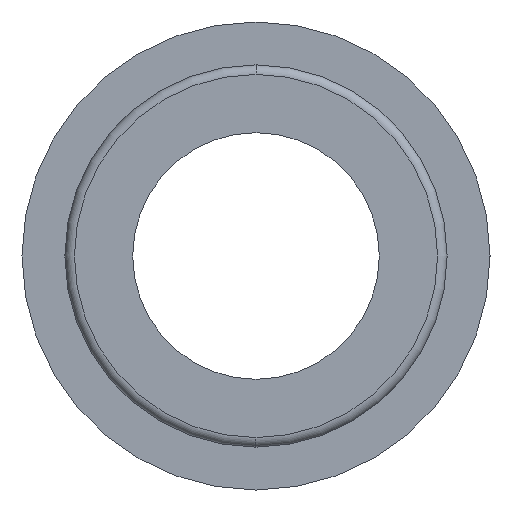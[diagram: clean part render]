
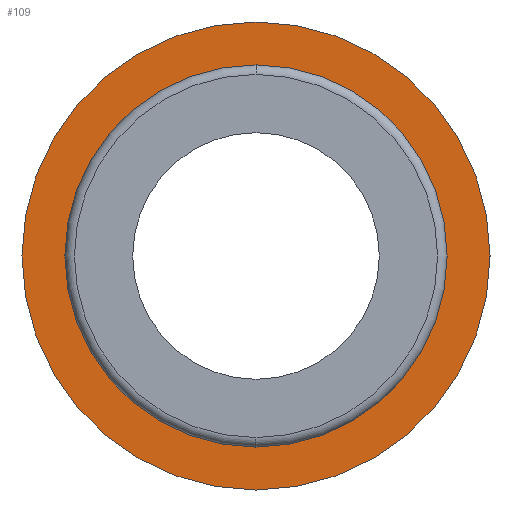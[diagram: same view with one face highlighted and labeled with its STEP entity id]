
A CAD part, left-side view. The second image highlights one B-rep face of the part: STEP entity #109.
In plain terms, the highlighted planar face has unit normal (-1, 0, 0).
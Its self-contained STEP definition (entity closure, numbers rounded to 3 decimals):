
#109=ADVANCED_FACE('',(#252,#253),#254,.T.);
#252=FACE_BOUND('',#403,.T.);
#253=FACE_OUTER_BOUND('',#404,.T.);
#254=PLANE('',#405);
#403=EDGE_LOOP('',(#925,#926));
#404=EDGE_LOOP('',(#927,#928));
#405=AXIS2_PLACEMENT_3D('',#929,#930,#931);
#925=ORIENTED_EDGE('',*,*,#1043,.T.);
#926=ORIENTED_EDGE('',*,*,#1144,.T.);
#927=ORIENTED_EDGE('',*,*,#1015,.T.);
#928=ORIENTED_EDGE('',*,*,#1154,.T.);
#929=CARTESIAN_POINT('',(-21.985,-4.745,0.0));
#930=DIRECTION('',(-1.0,0.,0.0));
#931=DIRECTION('',(0.,-1.0,0.0));
#1015=EDGE_CURVE('',#1213,#1219,#1221,.T.);
#1043=EDGE_CURVE('',#1271,#1268,#1272,.T.);
#1144=EDGE_CURVE('',#1268,#1271,#1438,.T.);
#1154=EDGE_CURVE('',#1219,#1213,#1449,.T.);
#1213=VERTEX_POINT('',#1581);
#1219=VERTEX_POINT('',#1588);
#1221=CIRCLE('',#1591,9.49);
#1268=VERTEX_POINT('',#1644);
#1271=VERTEX_POINT('',#1648);
#1272=CIRCLE('',#1649,5.6);
#1438=CIRCLE('',#1873,5.6);
#1449=CIRCLE('',#1884,9.49);
#1581=CARTESIAN_POINT('',(-21.985,-9.49,0.0));
#1588=CARTESIAN_POINT('',(-21.985,9.49,0.));
#1591=AXIS2_PLACEMENT_3D('',#1961,#1962,#1963);
#1644=CARTESIAN_POINT('',(-21.985,-5.6,0.));
#1648=CARTESIAN_POINT('',(-21.985,5.6,0.));
#1649=AXIS2_PLACEMENT_3D('',#2031,#2032,#2033);
#1873=AXIS2_PLACEMENT_3D('',#2218,#2219,#2220);
#1884=AXIS2_PLACEMENT_3D('',#2248,#2249,#2250);
#1961=CARTESIAN_POINT('',(-21.985,0.,0.0));
#1962=DIRECTION('',(-1.0,0.,0.0));
#1963=DIRECTION('',(0.,-1.0,0.0));
#2031=CARTESIAN_POINT('',(-21.985,0.,0.0));
#2032=DIRECTION('',(1.0,0.,0.0));
#2033=DIRECTION('',(0.,-1.0,0.0));
#2218=CARTESIAN_POINT('',(-21.985,0.,0.0));
#2219=DIRECTION('',(1.0,0.,0.0));
#2220=DIRECTION('',(0.,-1.0,0.0));
#2248=CARTESIAN_POINT('',(-21.985,0.,0.0));
#2249=DIRECTION('',(-1.0,0.,0.0));
#2250=DIRECTION('',(0.,-1.0,0.0));
